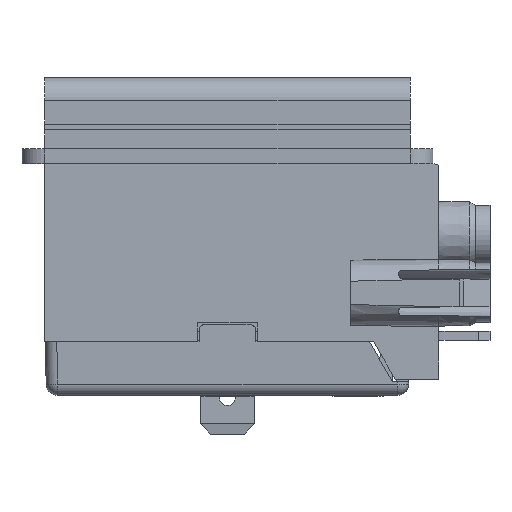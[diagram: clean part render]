
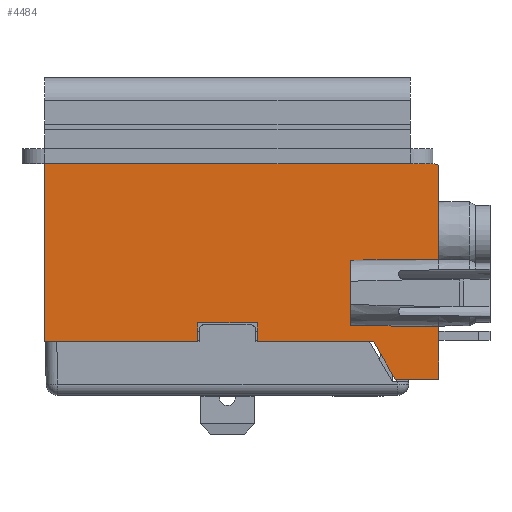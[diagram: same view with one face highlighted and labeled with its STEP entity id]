
A CAD part, left-side view. The second image highlights one B-rep face of the part: STEP entity #4484.
In plain terms, the highlighted planar face has unit normal (-1, 0, 0).
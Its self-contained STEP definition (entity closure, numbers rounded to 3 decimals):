
#681 = CARTESIAN_POINT ( 'NONE',  ( -37.75, -18., -7.5 ) ) ;
#3028 = EDGE_CURVE ( 'NONE', #3029, #24873, #19397, .T. ) ;
#3029 = VERTEX_POINT ( 'NONE', #19409 ) ;
#3082 = EDGE_CURVE ( 'NONE', #3158, #24873, #10762, .T. ) ;
#3103 = EDGE_CURVE ( 'NONE', #3244, #3200, #11083, .T. ) ;
#3126 = VERTEX_POINT ( 'NONE', #11134 ) ;
#3132 = EDGE_CURVE ( 'NONE', #3133, #3126, #11625, .T. ) ;
#3133 = VERTEX_POINT ( 'NONE', #11540 ) ;
#3158 = VERTEX_POINT ( 'NONE', #11594 ) ;
#3170 = EDGE_CURVE ( 'NONE', #3171, #3133, #11724, .T. ) ;
#3171 = VERTEX_POINT ( 'NONE', #12066 ) ;
#3176 = VERTEX_POINT ( 'NONE', #12016 ) ;
#3196 = EDGE_CURVE ( 'NONE', #3200, #3158, #12130, .T. ) ;
#3200 = VERTEX_POINT ( 'NONE', #12161 ) ;
#3217 = EDGE_CURVE ( 'NONE', #3176, #3171, #12486, .T. ) ;
#3238 = EDGE_CURVE ( 'NONE', #3126, #3244, #12337, .T. ) ;
#3244 = VERTEX_POINT ( 'NONE', #12369 ) ;
#3487 = EDGE_CURVE ( 'NONE', #3528, #3717, #13812, .T. ) ;
#3528 = VERTEX_POINT ( 'NONE', #13718 ) ;
#3717 = VERTEX_POINT ( 'NONE', #14392 ) ;
#3757 = EDGE_CURVE ( 'NONE', #3758, #3176, #14491, .T. ) ;
#3758 = VERTEX_POINT ( 'NONE', #14485 ) ;
#4481 = VERTEX_POINT ( 'NONE', #15982 ) ;
#4483 = EDGE_CURVE ( 'NONE', #4481, #3029, #15981, .T. ) ;
#4484 = ADVANCED_FACE ( 'NONE', ( #16079 ), #16078, .T. ) ;
#4486 = EDGE_LOOP ( 'NONE', ( #4805, #4901, #4750, #4837, #4736, #4587, #4902, #5010, #4559, #4942, #4787, #4859, #4735, #4752, #4754 ) ) ;
#4559 = ORIENTED_EDGE ( 'NONE', *, *, #4861, .T. ) ;
#4561 = VERTEX_POINT ( 'NONE', #16001 ) ;
#4580 = EDGE_CURVE ( 'NONE', #3717, #4561, #15989, .T. ) ;
#4587 = ORIENTED_EDGE ( 'NONE', *, *, #3082, .T. ) ;
#4735 = ORIENTED_EDGE ( 'NONE', *, *, #4906, .T. ) ;
#4736 = ORIENTED_EDGE ( 'NONE', *, *, #3196, .T. ) ;
#4750 = ORIENTED_EDGE ( 'NONE', *, *, #3238, .T. ) ;
#4752 = ORIENTED_EDGE ( 'NONE', *, *, #3757, .T. ) ;
#4754 = ORIENTED_EDGE ( 'NONE', *, *, #3217, .T. ) ;
#4787 = ORIENTED_EDGE ( 'NONE', *, *, #3487, .F. ) ;
#4791 = VERTEX_POINT ( 'NONE', #16428 ) ;
#4805 = ORIENTED_EDGE ( 'NONE', *, *, #3170, .T. ) ;
#4837 = ORIENTED_EDGE ( 'NONE', *, *, #3103, .T. ) ;
#4859 = ORIENTED_EDGE ( 'NONE', *, *, #4860, .F. ) ;
#4860 = EDGE_CURVE ( 'NONE', #4791, #3528, #16482, .T. ) ;
#4861 = EDGE_CURVE ( 'NONE', #4481, #4561, #16478, .T. ) ;
#4901 = ORIENTED_EDGE ( 'NONE', *, *, #3132, .T. ) ;
#4902 = ORIENTED_EDGE ( 'NONE', *, *, #3028, .F. ) ;
#4906 = EDGE_CURVE ( 'NONE', #4791, #3758, #16852, .T. ) ;
#4942 = ORIENTED_EDGE ( 'NONE', *, *, #4580, .F. ) ;
#5010 = ORIENTED_EDGE ( 'NONE', *, *, #4483, .F. ) ;
#10762 = LINE ( 'NONE', #10768, #10767 ) ;
#10766 = DIRECTION ( 'NONE',  ( 0., 0.966, 0.259 ) ) ;
#10767 = VECTOR ( 'NONE', #10766, 1000. ) ;
#10768 = CARTESIAN_POINT ( 'NONE',  ( -37.75, -18.5, -7.634 ) ) ;
#11005 = CARTESIAN_POINT ( 'NONE',  ( -37.75, -18.5, -15.888 ) ) ;
#11007 = CARTESIAN_POINT ( 'NONE',  ( -37.75, -18.039, -15.892 ) ) ;
#11009 = CARTESIAN_POINT ( 'NONE',  ( -37.75, -17.577, -15.896 ) ) ;
#11011 = CARTESIAN_POINT ( 'NONE',  ( -37.75, -17.116, -15.901 ) ) ;
#11012 = CARTESIAN_POINT ( 'NONE',  ( -37.75, -15.01, -15.921 ) ) ;
#11073 = CARTESIAN_POINT ( 'NONE',  ( -37.75, -12.905, -15.941 ) ) ;
#11075 = CARTESIAN_POINT ( 'NONE',  ( -37.75, -10.8, -15.961 ) ) ;
#11083 = B_SPLINE_CURVE_WITH_KNOTS ( 'NONE', 3,
 ( #11075, #11073, #11012, #11011, #11009, #11007, #11005 ),
 .UNSPECIFIED., .F., .F.,
 ( 4, 3, 4 ),
 ( 0., 0.006, 0.008 ),
 .UNSPECIFIED. ) ;
#11134 = CARTESIAN_POINT ( 'NONE',  ( -37.75, -10.8, -21.699 ) ) ;
#11527 = CARTESIAN_POINT ( 'NONE',  ( -37.75, -14.2, -21.731 ) ) ;
#11528 = CARTESIAN_POINT ( 'NONE',  ( -37.75, -16.35, -21.752 ) ) ;
#11529 = CARTESIAN_POINT ( 'NONE',  ( -37.75, -18.5, -21.772 ) ) ;
#11540 = CARTESIAN_POINT ( 'NONE',  ( -37.75, -18.5, -21.772 ) ) ;
#11570 = CARTESIAN_POINT ( 'NONE',  ( -37.75, -10.8, -21.699 ) ) ;
#11571 = CARTESIAN_POINT ( 'NONE',  ( -37.75, -11.217, -21.703 ) ) ;
#11572 = CARTESIAN_POINT ( 'NONE',  ( -37.75, -11.633, -21.707 ) ) ;
#11573 = CARTESIAN_POINT ( 'NONE',  ( -37.75, -12.05, -21.711 ) ) ;
#11594 = CARTESIAN_POINT ( 'NONE',  ( -37.75, -18.5, -7.634 ) ) ;
#11625 = B_SPLINE_CURVE_WITH_KNOTS ( 'NONE', 3,
 ( #11529, #11528, #11527, #11573, #11572, #11571, #11570 ),
 .UNSPECIFIED., .F., .F.,
 ( 4, 3, 4 ),
 ( 0., 0.006, 0.008 ),
 .UNSPECIFIED. ) ;
#11662 = DIRECTION ( 'NONE',  ( 0., 0., 1. ) ) ;
#11664 = VECTOR ( 'NONE', #11662, 1000. ) ;
#11666 = CARTESIAN_POINT ( 'NONE',  ( -37.75, -18.5, -26.4 ) ) ;
#11724 = LINE ( 'NONE', #11666, #11664 ) ;
#12016 = CARTESIAN_POINT ( 'NONE',  ( -37.75, -14.7, -26.4 ) ) ;
#12066 = CARTESIAN_POINT ( 'NONE',  ( -37.75, -18.5, -26.4 ) ) ;
#12119 = DIRECTION ( 'NONE',  ( 0., 0., 1. ) ) ;
#12120 = VECTOR ( 'NONE', #12119, 1000. ) ;
#12129 = CARTESIAN_POINT ( 'NONE',  ( -37.75, -18.5, -26.4 ) ) ;
#12130 = LINE ( 'NONE', #12129, #12120 ) ;
#12161 = CARTESIAN_POINT ( 'NONE',  ( -37.75, -18.5, -15.888 ) ) ;
#12335 = CARTESIAN_POINT ( 'NONE',  ( -37.75, -10.8, -23.1 ) ) ;
#12337 = LINE ( 'NONE', #12335, #12379 ) ;
#12369 = CARTESIAN_POINT ( 'NONE',  ( -37.75, -10.8, -15.961 ) ) ;
#12378 = DIRECTION ( 'NONE',  ( 0., 0., 1. ) ) ;
#12379 = VECTOR ( 'NONE', #12378, 1000. ) ;
#12483 = DIRECTION ( 'NONE',  ( 0., -1., 0. ) ) ;
#12484 = VECTOR ( 'NONE', #12483, 1000. ) ;
#12485 = CARTESIAN_POINT ( 'NONE',  ( -37.75, -16., -26.4 ) ) ;
#12486 = LINE ( 'NONE', #12485, #12484 ) ;
#13718 = CARTESIAN_POINT ( 'NONE',  ( -37.75, -2.625, -21.45 ) ) ;
#13809 = DIRECTION ( 'NONE',  ( 0., 1., 0. ) ) ;
#13810 = VECTOR ( 'NONE', #13809, 1000. ) ;
#13811 = CARTESIAN_POINT ( 'NONE',  ( -37.75, 2.625, -21.45 ) ) ;
#13812 = LINE ( 'NONE', #13811, #13810 ) ;
#14392 = CARTESIAN_POINT ( 'NONE',  ( -37.75, 2.625, -21.45 ) ) ;
#14485 = CARTESIAN_POINT ( 'NONE',  ( -37.75, -12.795, -23.1 ) ) ;
#14487 = DIRECTION ( 'NONE',  ( 0., -0.5, -0.866 ) ) ;
#14489 = VECTOR ( 'NONE', #14487, 1000. ) ;
#14490 = CARTESIAN_POINT ( 'NONE',  ( -37.75, -14.7, -26.4 ) ) ;
#14491 = LINE ( 'NONE', #14490, #14489 ) ;
#15972 = DIRECTION ( 'NONE',  ( 0., -1., 0. ) ) ;
#15981 = LINE ( 'NONE', #16082, #16081 ) ;
#15982 = CARTESIAN_POINT ( 'NONE',  ( -37.75, 16., -23.1 ) ) ;
#15986 = DIRECTION ( 'NONE',  ( 0., 0., -1. ) ) ;
#15987 = VECTOR ( 'NONE', #15986, 1000. ) ;
#15988 = CARTESIAN_POINT ( 'NONE',  ( -37.75, 2.625, -21.45 ) ) ;
#15989 = LINE ( 'NONE', #15988, #15987 ) ;
#16001 = CARTESIAN_POINT ( 'NONE',  ( -37.75, 2.625, -23.1 ) ) ;
#16075 = DIRECTION ( 'NONE',  ( -1., 0., 0. ) ) ;
#16076 = CARTESIAN_POINT ( 'NONE',  ( -37.75, 16., -23.1 ) ) ;
#16077 = AXIS2_PLACEMENT_3D ( 'NONE', #16076, #16075, #15972 ) ;
#16078 = PLANE ( 'NONE',  #16077 ) ;
#16079 = FACE_OUTER_BOUND ( 'NONE', #4486, .T. ) ;
#16080 = DIRECTION ( 'NONE',  ( 0., 0., 1. ) ) ;
#16081 = VECTOR ( 'NONE', #16080, 1000. ) ;
#16082 = CARTESIAN_POINT ( 'NONE',  ( -37.75, 16., -23.1 ) ) ;
#16428 = CARTESIAN_POINT ( 'NONE',  ( -37.75, -2.625, -23.1 ) ) ;
#16475 = DIRECTION ( 'NONE',  ( 0., -1., 0. ) ) ;
#16476 = VECTOR ( 'NONE', #16475, 1000. ) ;
#16477 = CARTESIAN_POINT ( 'NONE',  ( -37.75, 16., -23.1 ) ) ;
#16478 = LINE ( 'NONE', #16477, #16476 ) ;
#16479 = DIRECTION ( 'NONE',  ( 0., 0., 1. ) ) ;
#16480 = VECTOR ( 'NONE', #16479, 1000. ) ;
#16481 = CARTESIAN_POINT ( 'NONE',  ( -37.75, -2.625, -21.45 ) ) ;
#16482 = LINE ( 'NONE', #16481, #16480 ) ;
#16849 = DIRECTION ( 'NONE',  ( 0., -1., 0. ) ) ;
#16850 = VECTOR ( 'NONE', #16849, 1000. ) ;
#16851 = CARTESIAN_POINT ( 'NONE',  ( -37.75, 16., -23.1 ) ) ;
#16852 = LINE ( 'NONE', #16851, #16850 ) ;
#19397 = LINE ( 'NONE', #19433, #19431 ) ;
#19409 = CARTESIAN_POINT ( 'NONE',  ( -37.75, 16., -7.5 ) ) ;
#19431 = VECTOR ( 'NONE', #19432, 1000. ) ;
#19432 = DIRECTION ( 'NONE',  ( 0., -1., 0. ) ) ;
#19433 = CARTESIAN_POINT ( 'NONE',  ( -37.75, 16., -7.5 ) ) ;
#24873 = VERTEX_POINT ( 'NONE', #681 ) ;
